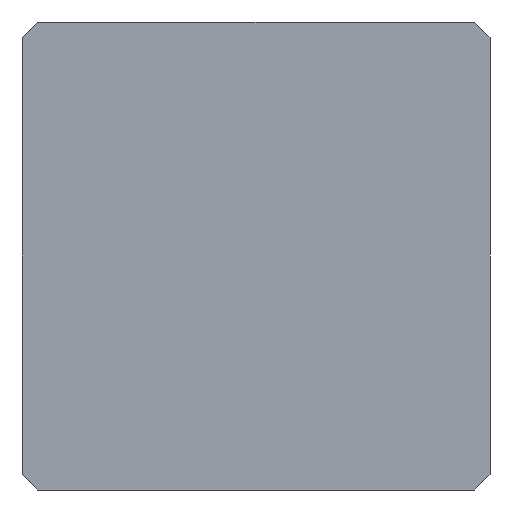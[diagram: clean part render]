
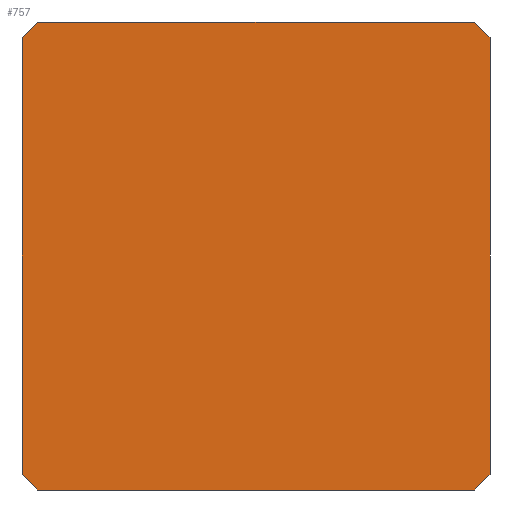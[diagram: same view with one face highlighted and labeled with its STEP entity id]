
A CAD part, front view. The second image highlights one B-rep face of the part: STEP entity #757.
In plain terms, the highlighted planar face has unit normal (0, -1, 0).
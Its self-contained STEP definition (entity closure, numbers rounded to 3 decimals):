
#12 = EDGE_CURVE ( 'NONE', #755, #180, #466, .T. ) ;
#18 = EDGE_CURVE ( 'NONE', #695, #84, #446, .T. ) ;
#26 = CARTESIAN_POINT ( 'NONE',  ( -140., 0., 150. ) ) ;
#36 = CARTESIAN_POINT ( 'NONE',  ( 140., 0., 150. ) ) ;
#74 = ORIENTED_EDGE ( 'NONE', *, *, #356, .F. ) ;
#80 = DIRECTION ( 'NONE',  ( 0.707, 0., 0.707 ) ) ;
#81 = EDGE_CURVE ( 'NONE', #695, #551, #799, .T. ) ;
#82 = CARTESIAN_POINT ( 'NONE',  ( 140., 0., -150. ) ) ;
#84 = VERTEX_POINT ( 'NONE', #339 ) ;
#104 = LINE ( 'NONE', #834, #812 ) ;
#123 = CARTESIAN_POINT ( 'NONE',  ( 150., 0., 140. ) ) ;
#136 = VECTOR ( 'NONE', #878, 1000. ) ;
#149 = VECTOR ( 'NONE', #170, 1000. ) ;
#155 = ORIENTED_EDGE ( 'NONE', *, *, #18, .F. ) ;
#157 = CARTESIAN_POINT ( 'NONE',  ( -150., 0., -140. ) ) ;
#170 = DIRECTION ( 'NONE',  ( -0.707, 0., -0.707 ) ) ;
#180 = VERTEX_POINT ( 'NONE', #570 ) ;
#185 = FACE_OUTER_BOUND ( 'NONE', #205, .T. ) ;
#205 = EDGE_LOOP ( 'NONE', ( #879, #806, #155, #236, #575, #552, #74, #442 ) ) ;
#212 = CARTESIAN_POINT ( 'NONE',  ( -150., 0., -140. ) ) ;
#236 = ORIENTED_EDGE ( 'NONE', *, *, #81, .T. ) ;
#263 = LINE ( 'NONE', #304, #803 ) ;
#270 = VECTOR ( 'NONE', #284, 1000. ) ;
#272 = DIRECTION ( 'NONE',  ( 1., 0., 0. ) ) ;
#274 = CARTESIAN_POINT ( 'NONE',  ( 150., 0., 140. ) ) ;
#284 = DIRECTION ( 'NONE',  ( 0., 0., 1. ) ) ;
#298 = CARTESIAN_POINT ( 'NONE',  ( 0., 0., 0. ) ) ;
#301 = DIRECTION ( 'NONE',  ( 0., 1., 0. ) ) ;
#304 = CARTESIAN_POINT ( 'NONE',  ( 150., 0., -150. ) ) ;
#305 = EDGE_CURVE ( 'NONE', #755, #551, #814, .T. ) ;
#307 = AXIS2_PLACEMENT_3D ( 'NONE', #298, #301, #645 ) ;
#339 = CARTESIAN_POINT ( 'NONE',  ( -150., 0., 140. ) ) ;
#356 = EDGE_CURVE ( 'NONE', #495, #180, #263, .T. ) ;
#395 = CARTESIAN_POINT ( 'NONE',  ( -140., 0., -150. ) ) ;
#442 = ORIENTED_EDGE ( 'NONE', *, *, #654, .T. ) ;
#445 = DIRECTION ( 'NONE',  ( 0., 0., -1. ) ) ;
#446 = LINE ( 'NONE', #850, #270 ) ;
#466 = LINE ( 'NONE', #82, #723 ) ;
#470 = DIRECTION ( 'NONE',  ( -0.707, 0., 0.707 ) ) ;
#495 = VERTEX_POINT ( 'NONE', #123 ) ;
#515 = CARTESIAN_POINT ( 'NONE',  ( -150., 0., -150. ) ) ;
#551 = VERTEX_POINT ( 'NONE', #395 ) ;
#552 = ORIENTED_EDGE ( 'NONE', *, *, #12, .T. ) ;
#562 = LINE ( 'NONE', #26, #149 ) ;
#570 = CARTESIAN_POINT ( 'NONE',  ( 150., 0., -140. ) ) ;
#575 = ORIENTED_EDGE ( 'NONE', *, *, #305, .F. ) ;
#582 = EDGE_CURVE ( 'NONE', #610, #769, #104, .T. ) ;
#608 = CARTESIAN_POINT ( 'NONE',  ( -140., 0., 150. ) ) ;
#610 = VERTEX_POINT ( 'NONE', #608 ) ;
#617 = LINE ( 'NONE', #274, #847 ) ;
#639 = CARTESIAN_POINT ( 'NONE',  ( 140., 0., -150. ) ) ;
#645 = DIRECTION ( 'NONE',  ( 0., 0., 1. ) ) ;
#654 = EDGE_CURVE ( 'NONE', #495, #769, #617, .T. ) ;
#695 = VERTEX_POINT ( 'NONE', #157 ) ;
#699 = VECTOR ( 'NONE', #711, 1000. ) ;
#711 = DIRECTION ( 'NONE',  ( 0.707, 0., -0.707 ) ) ;
#723 = VECTOR ( 'NONE', #80, 1000. ) ;
#727 = PLANE ( 'NONE',  #307 ) ;
#755 = VERTEX_POINT ( 'NONE', #639 ) ;
#757 = ADVANCED_FACE ( 'NONE', ( #185 ), #727, .F. ) ;
#769 = VERTEX_POINT ( 'NONE', #36 ) ;
#786 = EDGE_CURVE ( 'NONE', #610, #84, #562, .T. ) ;
#799 = LINE ( 'NONE', #212, #699 ) ;
#803 = VECTOR ( 'NONE', #445, 1000. ) ;
#806 = ORIENTED_EDGE ( 'NONE', *, *, #786, .T. ) ;
#812 = VECTOR ( 'NONE', #272, 1000. ) ;
#814 = LINE ( 'NONE', #515, #136 ) ;
#834 = CARTESIAN_POINT ( 'NONE',  ( -150., 0., 150. ) ) ;
#847 = VECTOR ( 'NONE', #470, 1000. ) ;
#850 = CARTESIAN_POINT ( 'NONE',  ( -150., 0., -150. ) ) ;
#878 = DIRECTION ( 'NONE',  ( -1., 0., 0. ) ) ;
#879 = ORIENTED_EDGE ( 'NONE', *, *, #582, .F. ) ;
